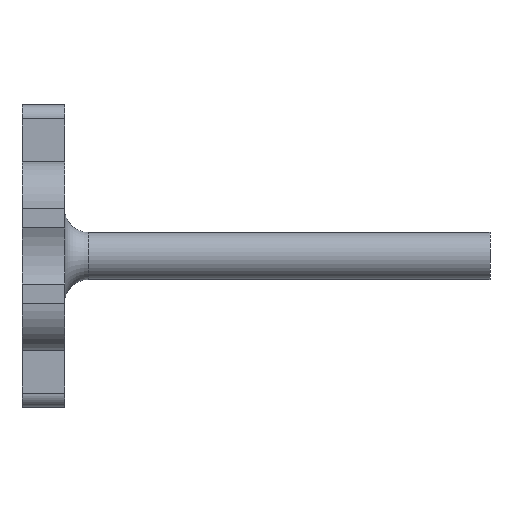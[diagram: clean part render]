
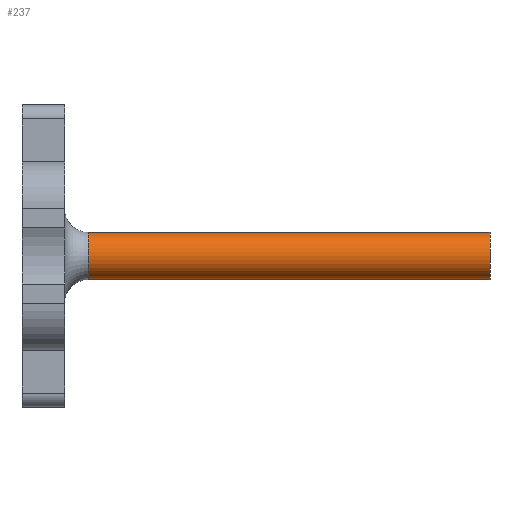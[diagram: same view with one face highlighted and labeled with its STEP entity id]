
A CAD part, left-side view. The second image highlights one B-rep face of the part: STEP entity #237.
In plain terms, the highlighted cylindrical face has radius 5 mm (diameter 10 mm), a partial arc.
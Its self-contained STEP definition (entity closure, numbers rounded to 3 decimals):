
#4 = EDGE_CURVE ( 'NONE', #2085, #1276, #569, .T. ) ;
#7 = LINE ( 'NONE', #1857, #731 ) ;
#16 = EDGE_CURVE ( 'NONE', #1896, #2085, #1168, .T. ) ;
#61 = DIRECTION ( 'NONE',  ( 0., 0., 1. ) ) ;
#82 = CARTESIAN_POINT ( 'NONE',  ( 0., -30., 0. ) ) ;
#147 = CARTESIAN_POINT ( 'NONE',  ( 0., 55., -5. ) ) ;
#206 = DIRECTION ( 'NONE',  ( 0., -1., 0. ) ) ;
#237 = ADVANCED_FACE ( 'NONE', ( #1645 ), #1377, .T. ) ;
#264 = DIRECTION ( 'NONE',  ( 0., -1., 0. ) ) ;
#376 = AXIS2_PLACEMENT_3D ( 'NONE', #643, #1399, #2119 ) ;
#432 = DIRECTION ( 'NONE',  ( 0., -1., 0. ) ) ;
#569 = CIRCLE ( 'NONE', #1710, 5. ) ;
#643 = CARTESIAN_POINT ( 'NONE',  ( 0., 0., 0. ) ) ;
#731 = VECTOR ( 'NONE', #206, 1000. ) ;
#777 = DIRECTION ( 'NONE',  ( 0., -1., 0. ) ) ;
#889 = AXIS2_PLACEMENT_3D ( 'NONE', #1701, #264, #61 ) ;
#972 = CARTESIAN_POINT ( 'NONE',  ( 0., 0., 5. ) ) ;
#988 = EDGE_CURVE ( 'NONE', #1896, #2228, #1612, .T. ) ;
#1037 = CARTESIAN_POINT ( 'NONE',  ( 0., -30., 5. ) ) ;
#1168 = LINE ( 'NONE', #972, #1297 ) ;
#1205 = CARTESIAN_POINT ( 'NONE',  ( 0., -30., -5. ) ) ;
#1214 = EDGE_CURVE ( 'NONE', #2228, #1276, #7, .T. ) ;
#1276 = VERTEX_POINT ( 'NONE', #1205 ) ;
#1297 = VECTOR ( 'NONE', #777, 1000. ) ;
#1377 = CYLINDRICAL_SURFACE ( 'NONE', #376, 5. ) ;
#1399 = DIRECTION ( 'NONE',  ( 0., -1., 0. ) ) ;
#1454 = ORIENTED_EDGE ( 'NONE', *, *, #16, .F. ) ;
#1572 = EDGE_LOOP ( 'NONE', ( #1454, #2133, #1964, #2086 ) ) ;
#1612 = CIRCLE ( 'NONE', #889, 5. ) ;
#1645 = FACE_OUTER_BOUND ( 'NONE', #1572, .T. ) ;
#1701 = CARTESIAN_POINT ( 'NONE',  ( 0., 55., 0. ) ) ;
#1710 = AXIS2_PLACEMENT_3D ( 'NONE', #82, #432, #1915 ) ;
#1857 = CARTESIAN_POINT ( 'NONE',  ( 0., 0., -5. ) ) ;
#1896 = VERTEX_POINT ( 'NONE', #2196 ) ;
#1915 = DIRECTION ( 'NONE',  ( 0., 0., -1. ) ) ;
#1964 = ORIENTED_EDGE ( 'NONE', *, *, #1214, .T. ) ;
#2085 = VERTEX_POINT ( 'NONE', #1037 ) ;
#2086 = ORIENTED_EDGE ( 'NONE', *, *, #4, .F. ) ;
#2119 = DIRECTION ( 'NONE',  ( 0., 0., -1. ) ) ;
#2133 = ORIENTED_EDGE ( 'NONE', *, *, #988, .T. ) ;
#2196 = CARTESIAN_POINT ( 'NONE',  ( 0., 55., 5. ) ) ;
#2228 = VERTEX_POINT ( 'NONE', #147 ) ;
